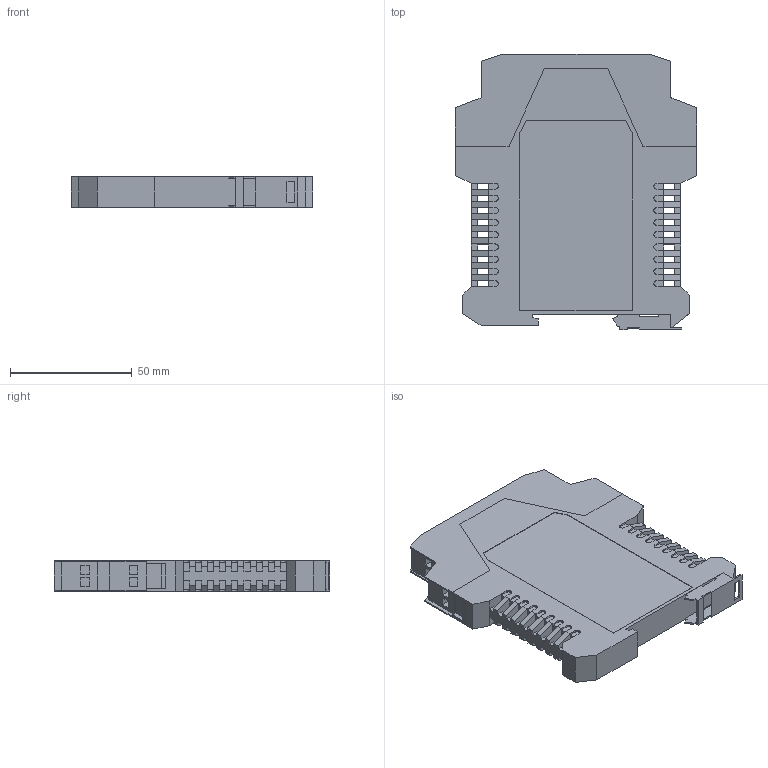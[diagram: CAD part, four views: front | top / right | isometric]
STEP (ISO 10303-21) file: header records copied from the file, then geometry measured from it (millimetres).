
FILE_DESCRIPTION (( 'STEP AP203' ), '1' );
FILE_NAME ('Sestava_isol_step03.STEP', '2016-09-29T19:08:48', ( '' ), ( '' ), 'SwSTEP 2.0', 'SolidWorks 2013', '' );
FILE_SCHEMA (( 'CONFIG_CONTROL_DESIGN' ));
Length unit declared in the file: millimetre
Products named in the file (8): zapatka; Sestava_isol_step03; D璱5; V_isol; D璱1; bok; svorka1; orange
Assembly tree (12 placements, depth 2):
  Sestava_isol_step03
    D璱5
    V_isol
    bok  x2
    zapatka
    orange  x2
    svorka1  x4
    D璱1
Bounding box: 99 x 113.3 x 12.5 mm (x, y, z)
Volume: 111325.8 mm3; surface area: 38485.7 mm2
Topology: 20 solids, 20 shells, 740 faces, 2041 edges, 1357 vertices
Faces by surface type: plane 606, cylinder 70, bspline 64
Entity records: 21680 total; most frequent: CARTESIAN_POINT 6830, ORIENTED_EDGE 3074, DIRECTION 2534, EDGE_CURVE 1537, LINE 1284, VECTOR 1284, VERTEX_POINT 1021, AXIS2_PLACEMENT_3D 625
